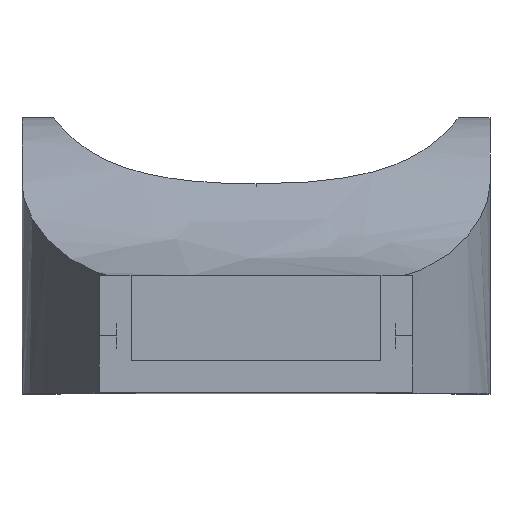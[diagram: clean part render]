
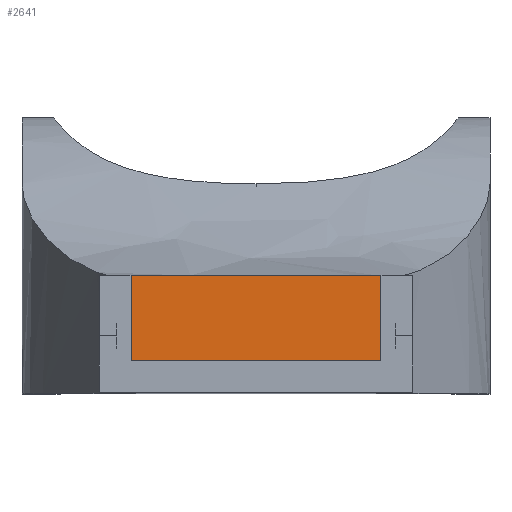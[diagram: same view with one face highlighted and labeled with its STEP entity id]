
A CAD part, top view. The second image highlights one B-rep face of the part: STEP entity #2641.
In plain terms, the highlighted planar face has unit normal (0, 0, 1).
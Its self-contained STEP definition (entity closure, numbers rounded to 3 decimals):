
#142 = VECTOR ( 'NONE', #607, 1000. ) ;
#176 = ORIENTED_EDGE ( 'NONE', *, *, #2770, .T. ) ;
#240 = VECTOR ( 'NONE', #299, 1000. ) ;
#299 = DIRECTION ( 'NONE',  ( 0., 1., 0. ) ) ;
#325 = CARTESIAN_POINT ( 'NONE',  ( 17., 106.604, 51.363 ) ) ;
#355 = LINE ( 'NONE', #2642, #2277 ) ;
#362 = DIRECTION ( 'NONE',  ( -1., 0., 0. ) ) ;
#366 = EDGE_CURVE ( 'NONE', #1880, #2040, #392, .T. ) ;
#392 = LINE ( 'NONE', #2909, #142 ) ;
#472 = VERTEX_POINT ( 'NONE', #1409 ) ;
#579 = CARTESIAN_POINT ( 'NONE',  ( 17., 106.604, 51.363 ) ) ;
#607 = DIRECTION ( 'NONE',  ( 0., 1., 0. ) ) ;
#635 = ORIENTED_EDGE ( 'NONE', *, *, #2032, .F. ) ;
#641 = EDGE_LOOP ( 'NONE', ( #176, #2457, #635, #858 ) ) ;
#719 = DIRECTION ( 'NONE',  ( -1., 0., 0. ) ) ;
#762 = FACE_OUTER_BOUND ( 'NONE', #641, .T. ) ;
#858 = ORIENTED_EDGE ( 'NONE', *, *, #1650, .T. ) ;
#902 = AXIS2_PLACEMENT_3D ( 'NONE', #325, #1893, #719 ) ;
#1023 = VERTEX_POINT ( 'NONE', #1179 ) ;
#1179 = CARTESIAN_POINT ( 'NONE',  ( 17., 106.604, 51.363 ) ) ;
#1256 = DIRECTION ( 'NONE',  ( -1., 0., 0. ) ) ;
#1409 = CARTESIAN_POINT ( 'NONE',  ( 17., 114.604, 51.363 ) ) ;
#1650 = EDGE_CURVE ( 'NONE', #1023, #472, #2819, .T. ) ;
#1867 = CARTESIAN_POINT ( 'NONE',  ( 17., 106.604, 51.363 ) ) ;
#1880 = VERTEX_POINT ( 'NONE', #2745 ) ;
#1893 = DIRECTION ( 'NONE',  ( 0., 0., -1. ) ) ;
#2032 = EDGE_CURVE ( 'NONE', #1023, #1880, #2613, .T. ) ;
#2040 = VERTEX_POINT ( 'NONE', #2138 ) ;
#2138 = CARTESIAN_POINT ( 'NONE',  ( -6.5, 114.604, 51.363 ) ) ;
#2277 = VECTOR ( 'NONE', #1256, 1000. ) ;
#2457 = ORIENTED_EDGE ( 'NONE', *, *, #366, .F. ) ;
#2522 = PLANE ( 'NONE',  #902 ) ;
#2613 = LINE ( 'NONE', #579, #2782 ) ;
#2641 = ADVANCED_FACE ( 'NONE', ( #762 ), #2522, .F. ) ;
#2642 = CARTESIAN_POINT ( 'NONE',  ( 17., 114.604, 51.363 ) ) ;
#2745 = CARTESIAN_POINT ( 'NONE',  ( -6.5, 106.604, 51.363 ) ) ;
#2770 = EDGE_CURVE ( 'NONE', #472, #2040, #355, .T. ) ;
#2782 = VECTOR ( 'NONE', #362, 1000. ) ;
#2819 = LINE ( 'NONE', #1867, #240 ) ;
#2909 = CARTESIAN_POINT ( 'NONE',  ( -6.5, 106.604, 51.363 ) ) ;
